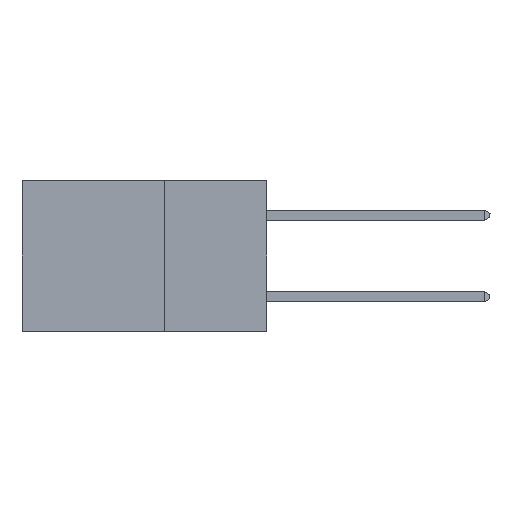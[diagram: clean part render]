
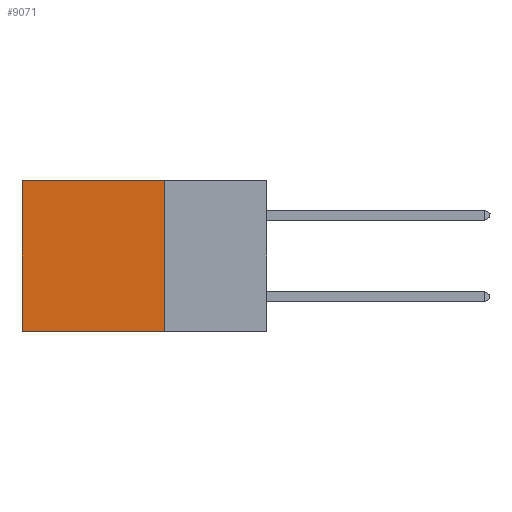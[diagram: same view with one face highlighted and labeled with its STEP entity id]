
A CAD part, left-side view. The second image highlights one B-rep face of the part: STEP entity #9071.
In plain terms, the highlighted planar face has unit normal (-1, 0, 0).
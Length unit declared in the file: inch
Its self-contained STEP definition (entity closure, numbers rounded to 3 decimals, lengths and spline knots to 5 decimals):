
#76 = ORIENTED_EDGE ( 'NONE', *, *, #34506, .F. ) ;
#580 = DIRECTION ( 'NONE',  ( 0., 0., -1. ) ) ;
#1037 = FACE_OUTER_BOUND ( 'NONE', #22411, .T. ) ;
#1187 = PLANE ( 'NONE',  #32524 ) ;
#2659 = VERTEX_POINT ( 'NONE', #15835 ) ;
#2666 = CARTESIAN_POINT ( 'NONE',  ( 0.2875, 0.6, 0. ) ) ;
#3087 = VERTEX_POINT ( 'NONE', #28259 ) ;
#3878 = EDGE_CURVE ( 'NONE', #18215, #2659, #18346, .T. ) ;
#4292 = LINE ( 'NONE', #23080, #21115 ) ;
#4433 = VECTOR ( 'NONE', #580, 39.37008 ) ;
#6328 = VERTEX_POINT ( 'NONE', #24198 ) ;
#8288 = LINE ( 'NONE', #18203, #32261 ) ;
#9071 = ADVANCED_FACE ( 'NONE', ( #1037 ), #1187, .F. ) ;
#9099 = DIRECTION ( 'NONE',  ( 0., 0., -1. ) ) ;
#10186 = ORIENTED_EDGE ( 'NONE', *, *, #3878, .T. ) ;
#12710 = DIRECTION ( 'NONE',  ( 0., 1., 0. ) ) ;
#14208 = ORIENTED_EDGE ( 'NONE', *, *, #20984, .T. ) ;
#15137 = CARTESIAN_POINT ( 'NONE',  ( 0.2875, 0.6, 0. ) ) ;
#15452 = ORIENTED_EDGE ( 'NONE', *, *, #16754, .F. ) ;
#15835 = CARTESIAN_POINT ( 'NONE',  ( 0.2875, 0.6, -0.37 ) ) ;
#16754 = EDGE_CURVE ( 'NONE', #6328, #3087, #27525, .T. ) ;
#18203 = CARTESIAN_POINT ( 'NONE',  ( 0.2875, 0.25, -0.37 ) ) ;
#18215 = VERTEX_POINT ( 'NONE', #2666 ) ;
#18346 = LINE ( 'NONE', #15137, #34775 ) ;
#19056 = CARTESIAN_POINT ( 'NONE',  ( 0.2875, 0.25, 0. ) ) ;
#20099 = CARTESIAN_POINT ( 'NONE',  ( 0.2875, 0.25, 0. ) ) ;
#20984 = EDGE_CURVE ( 'NONE', #6328, #18215, #4292, .T. ) ;
#21115 = VECTOR ( 'NONE', #23665, 39.37008 ) ;
#22411 = EDGE_LOOP ( 'NONE', ( #10186, #76, #15452, #14208 ) ) ;
#23080 = CARTESIAN_POINT ( 'NONE',  ( 0.2875, 0.25, 0. ) ) ;
#23665 = DIRECTION ( 'NONE',  ( 0., 1., 0. ) ) ;
#24198 = CARTESIAN_POINT ( 'NONE',  ( 0.2875, 0.25, 0. ) ) ;
#27525 = LINE ( 'NONE', #19056, #4433 ) ;
#28259 = CARTESIAN_POINT ( 'NONE',  ( 0.2875, 0.25, -0.37 ) ) ;
#30350 = DIRECTION ( 'NONE',  ( 1., 0., 0. ) ) ;
#32261 = VECTOR ( 'NONE', #12710, 39.37008 ) ;
#32524 = AXIS2_PLACEMENT_3D ( 'NONE', #20099, #30350, #9099 ) ;
#33921 = DIRECTION ( 'NONE',  ( 0., 0., -1. ) ) ;
#34506 = EDGE_CURVE ( 'NONE', #3087, #2659, #8288, .T. ) ;
#34775 = VECTOR ( 'NONE', #33921, 39.37008 ) ;
